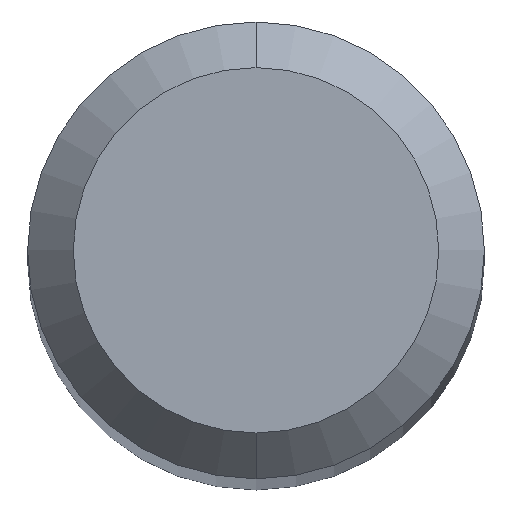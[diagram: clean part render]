
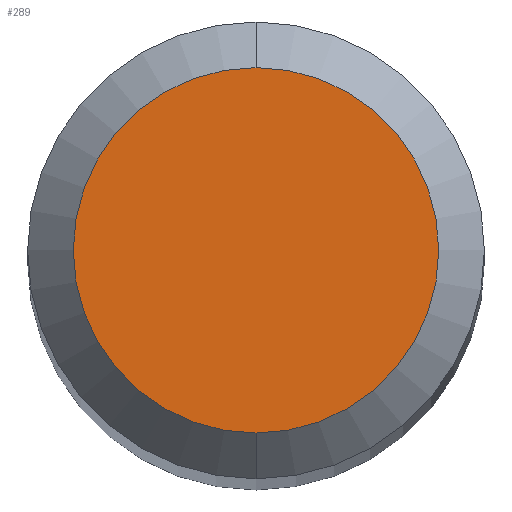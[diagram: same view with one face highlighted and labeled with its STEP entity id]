
A CAD part, top view. The second image highlights one B-rep face of the part: STEP entity #289.
In plain terms, the highlighted planar face has unit normal (0, 0, 1).
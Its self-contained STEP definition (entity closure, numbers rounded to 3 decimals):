
#269=EDGE_CURVE('',#365,#303,#569,.T.);
#289=ADVANCED_FACE('',(#591),#592,.T.);
#303=VERTEX_POINT('',#606);
#365=VERTEX_POINT('',#677);
#399=EDGE_CURVE('',#303,#365,#714,.T.);
#569=CIRCLE('',#974,1.2);
#591=FACE_OUTER_BOUND('',#1033,.T.);
#592=PLANE('',#1034);
#606=CARTESIAN_POINT('',(0.,-1.2,0.0));
#677=CARTESIAN_POINT('',(0.0,1.2,0.0));
#714=CIRCLE('',#1270,1.2);
#974=AXIS2_PLACEMENT_3D('',#1498,#1499,#1500);
#1033=EDGE_LOOP('',(#1525,#1526));
#1034=AXIS2_PLACEMENT_3D('',#1527,#1528,#1529);
#1270=AXIS2_PLACEMENT_3D('',#1660,#1661,#1662);
#1498=CARTESIAN_POINT('',(0.0,0.0,0.0));
#1499=DIRECTION('',(0.0,0.0,-1.0));
#1500=DIRECTION('',(0.0,1.0,0.0));
#1525=ORIENTED_EDGE('',*,*,#269,.F.);
#1526=ORIENTED_EDGE('',*,*,#399,.F.);
#1527=CARTESIAN_POINT('',(0.0,0.6,0.0));
#1528=DIRECTION('',(-0.0,0.0,1.0));
#1529=DIRECTION('',(0.0,-1.0,0.0));
#1660=CARTESIAN_POINT('',(0.0,0.0,0.0));
#1661=DIRECTION('',(0.0,0.0,-1.0));
#1662=DIRECTION('',(0.0,1.0,0.0));
